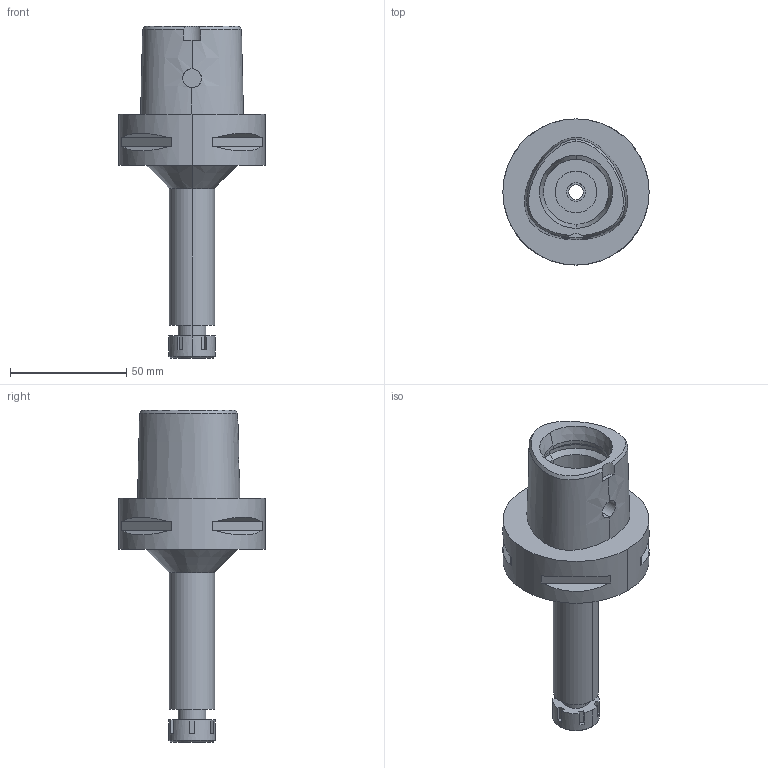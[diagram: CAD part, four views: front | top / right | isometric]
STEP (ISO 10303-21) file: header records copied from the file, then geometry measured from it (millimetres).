
FILE_DESCRIPTION (( 'STEP AP203' ), '1' );
FILE_NAME ('C6-NBS6-105.stp', '2019-09-13T15:33:30', ( '' ), ( '' ), 'SwSTEP 2.0', 'SolidWorks 2019', '' );
FILE_SCHEMA (( 'CONFIG_CONTROL_DESIGN' ));
Length unit declared in the file: millimetre
Products named in the file (7): C6-NBS6-105-FreeParts; C6-NBS6-105-060_ASM.stp; NBN6_1.stp; C6-NBS6-105.stp; DXF_TEMP_ASSY_ASM_4_ASM.stp; C6-NBS6-105_1.stp; C6-NBS6-105
Assembly tree (5 placements, depth 5):
  C6-NBS6-105-FreeParts
  C6-NBS6-105
    C6-NBS6-105.stp
      C6-NBS6-105-060_ASM.stp
        DXF_TEMP_ASSY_ASM_4_ASM.stp
          C6-NBS6-105_1.stp
          NBN6_1.stp
Bounding box: 63 x 63 x 143 mm (x, y, z)
Volume: 120784.4 mm3; surface area: 27860.9 mm2
Topology: 2 solids, 2 shells, 112 faces, 264 edges, 169 vertices
Faces by surface type: plane 61, cylinder 33, cone 12, bspline 4, torus 2
Entity records: 5547 total; most frequent: CARTESIAN_POINT 2215, DIRECTION 579, ORIENTED_EDGE 528, EDGE_CURVE 264, AXIS2_PLACEMENT_3D 223, VERTEX_POINT 169, LINE 133, VECTOR 133
